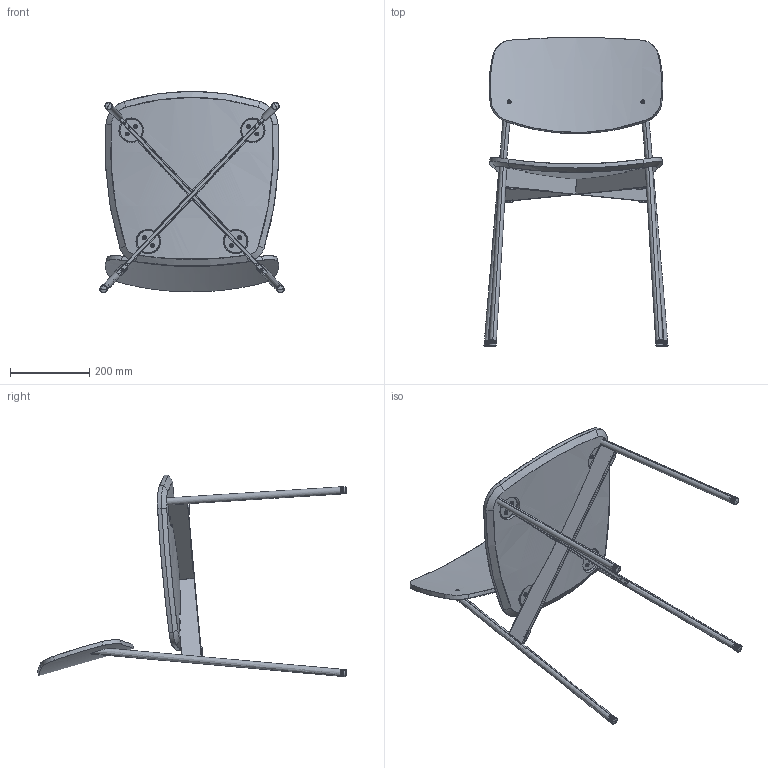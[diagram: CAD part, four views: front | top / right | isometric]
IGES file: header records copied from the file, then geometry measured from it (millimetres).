
Start section: SolidWorks IGES file using analytic representation for surfaces
Global section: file name: AL001.IGS; native system: SolidWorks 2024; preprocessor: SolidWorks 2024; author: Design.Exclusivo; date: 240904.122654; units: millimetre
Bounding box: 465.2 x 780.75 x 509.24 mm (x, y, z)
Surface area: 1099296.9 mm2 (no closed solid volume)
Topology: 0 solids, 0 shells, 644 faces, 10753 edges, 10745 vertices
Faces by surface type: revolution 378, bspline 266
